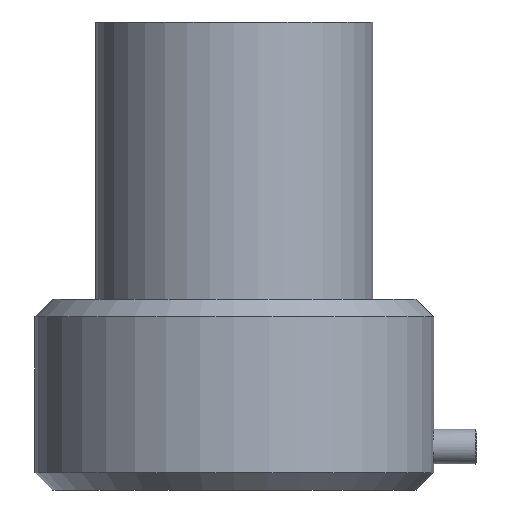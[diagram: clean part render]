
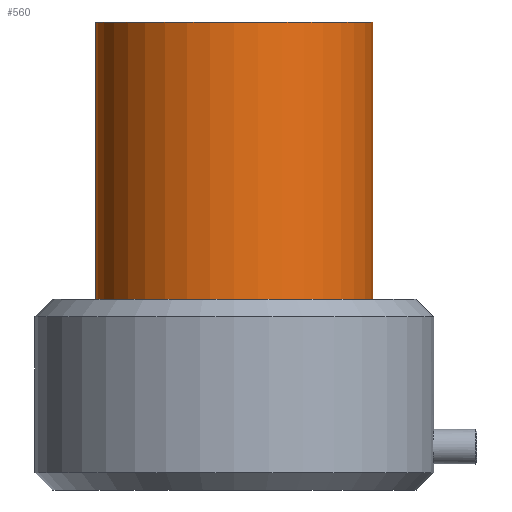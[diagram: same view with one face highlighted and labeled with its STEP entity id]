
A CAD part, front view. The second image highlights one B-rep face of the part: STEP entity #560.
In plain terms, the highlighted cylindrical face has radius 8 mm (diameter 16 mm), a full revolution.
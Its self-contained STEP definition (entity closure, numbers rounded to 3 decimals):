
#76=FACE_OUTER_BOUND('',#113,.T.);
#113=EDGE_LOOP('',(#405,#406,#407,#408));
#155=LINE('',#961,#194);
#194=VECTOR('',#769,8.);
#235=CIRCLE('',#676,8.);
#236=CIRCLE('',#677,8.);
#271=VERTEX_POINT('',#958);
#272=VERTEX_POINT('',#960);
#324=EDGE_CURVE('',#271,#271,#235,.T.);
#325=EDGE_CURVE('',#271,#272,#155,.T.);
#326=EDGE_CURVE('',#272,#272,#236,.T.);
#405=ORIENTED_EDGE('',*,*,#324,.T.);
#406=ORIENTED_EDGE('',*,*,#325,.T.);
#407=ORIENTED_EDGE('',*,*,#326,.F.);
#408=ORIENTED_EDGE('',*,*,#325,.F.);
#551=CYLINDRICAL_SURFACE('',#675,8.);
#560=ADVANCED_FACE('',(#76),#551,.T.);
#675=AXIS2_PLACEMENT_3D('',#957,#765,#766);
#676=AXIS2_PLACEMENT_3D('',#959,#767,#768);
#677=AXIS2_PLACEMENT_3D('',#962,#770,#771);
#765=DIRECTION('center_axis',(0.,0.,1.));
#766=DIRECTION('ref_axis',(-1.,0.,0.));
#767=DIRECTION('center_axis',(0.,0.,-1.));
#768=DIRECTION('ref_axis',(-1.,0.,0.));
#769=DIRECTION('',(0.,0.,-1.));
#770=DIRECTION('center_axis',(0.,0.,-1.));
#771=DIRECTION('ref_axis',(-1.,0.,0.));
#957=CARTESIAN_POINT('Origin',(0.,0.,0.));
#958=CARTESIAN_POINT('',(8.,0.,16.));
#959=CARTESIAN_POINT('Origin',(0.,0.,16.));
#960=CARTESIAN_POINT('',(8.,0.,0.));
#961=CARTESIAN_POINT('',(8.,0.,0.));
#962=CARTESIAN_POINT('Origin',(0.,0.,0.));
